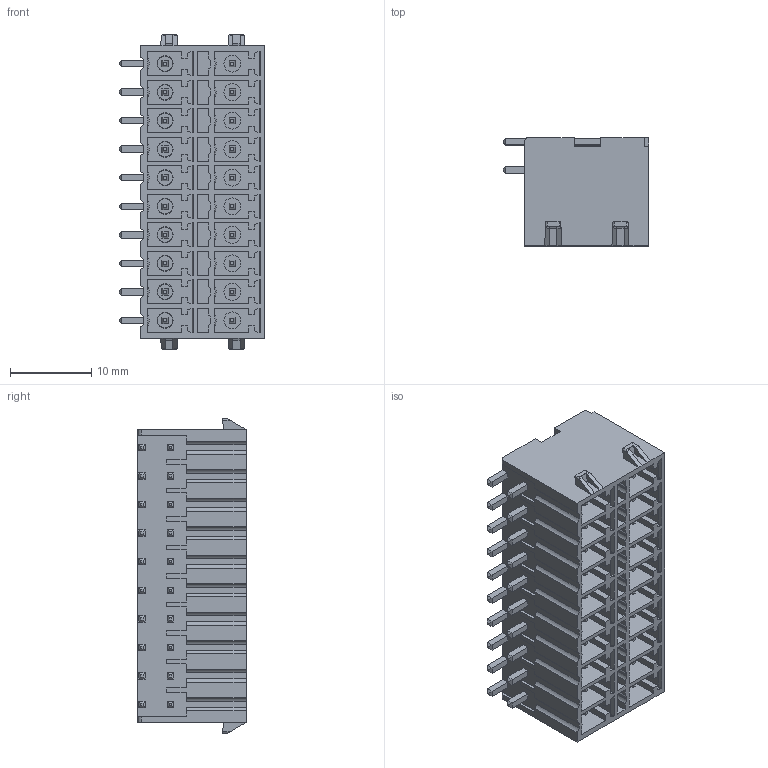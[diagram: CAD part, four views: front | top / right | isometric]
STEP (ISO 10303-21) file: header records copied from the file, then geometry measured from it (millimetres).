
FILE_DESCRIPTION((''),'2;1');
FILE_NAME('TLPHDL-007R-1','2024-09-18T13:38:45',('sheji109'),(''),'CREO PARAMETRIC BY PTC INC, 2018100','CREO PARAMETRIC BY PTC INC, 2018100','');
FILE_SCHEMA(('CONFIG_CONTROL_DESIGN'));
Length unit declared in the file: millimetre
Products named in the file (1): TLPHDL-007R-1
Bounding box: 17.8 x 13.3 x 38.6 mm (x, y, z)
Volume: 4937.5 mm3; surface area: 6459.3 mm2
Topology: 1 solids, 1 shells, 1132 faces, 2944 edges, 1904 vertices
Faces by surface type: plane 998, cylinder 94, cone 40
Entity records: 34119 total; most frequent: CARTESIAN_POINT 6263, ORIENTED_EDGE 5888, DIRECTION 5372, EDGE_CURVE 2944, VECTOR 2648, LINE 2648, VERTEX_POINT 1904, AXIS2_PLACEMENT_3D 1362
